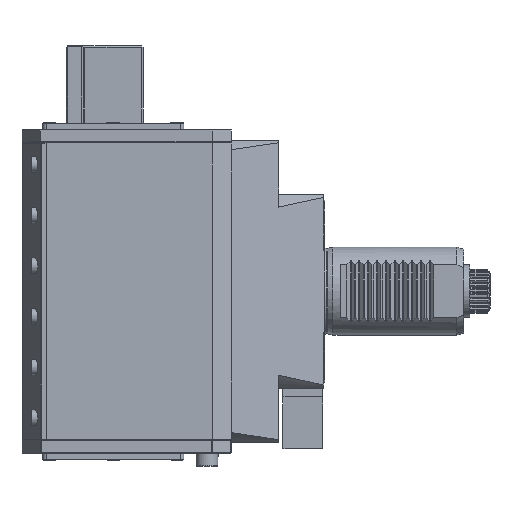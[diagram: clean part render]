
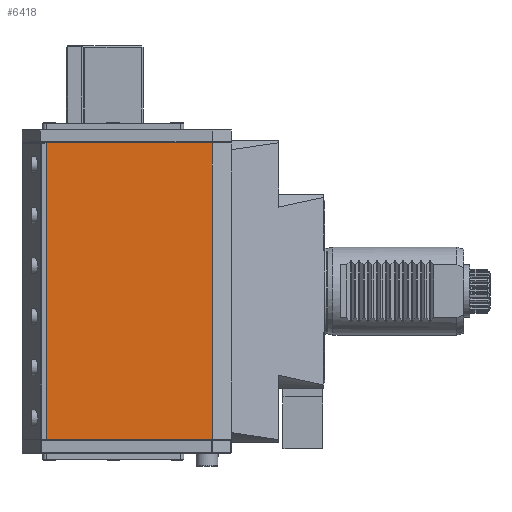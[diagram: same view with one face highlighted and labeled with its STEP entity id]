
A CAD part, left-side view. The second image highlights one B-rep face of the part: STEP entity #6418.
In plain terms, the highlighted planar face has unit normal (-1, 0, 0).
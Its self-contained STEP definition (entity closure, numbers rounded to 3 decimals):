
#655 = DIRECTION ( 'NONE',  ( 0., 1., 0. ) ) ;
#2267 = CARTESIAN_POINT ( 'NONE',  ( -50., 51.16, 67.3 ) ) ;
#5946 = DIRECTION ( 'NONE',  ( 0., 1., 0. ) ) ;
#6380 = VERTEX_POINT ( 'NONE', #37407 ) ;
#6418 = ADVANCED_FACE ( 'Defeature completata1_869', ( #43988 ), #36704, .T. ) ;
#7046 = DIRECTION ( 'NONE',  ( 0., 0., -1. ) ) ;
#9043 = CARTESIAN_POINT ( 'NONE',  ( -50., 92.5, 60.8 ) ) ;
#9625 = LINE ( 'NONE', #9857, #43738 ) ;
#9684 = VERTEX_POINT ( 'NONE', #22457 ) ;
#9857 = CARTESIAN_POINT ( 'NONE',  ( -50., 126.5, -67.3 ) ) ;
#10403 = LINE ( 'NONE', #46277, #13766 ) ;
#10432 = EDGE_CURVE ( 'NONE', #11307, #38246, #17467, .T. ) ;
#11307 = VERTEX_POINT ( 'NONE', #20475 ) ;
#11364 = CARTESIAN_POINT ( 'NONE',  ( -50., 51.16, -67.3 ) ) ;
#12533 = DIRECTION ( 'NONE',  ( 0., -1., 0. ) ) ;
#13214 = CARTESIAN_POINT ( 'NONE',  ( -50., 126.5, 67.3 ) ) ;
#13766 = VECTOR ( 'NONE', #42782, 1000. ) ;
#13828 = VERTEX_POINT ( 'NONE', #35674 ) ;
#13893 = ORIENTED_EDGE ( 'NONE', *, *, #42194, .F. ) ;
#14518 = CARTESIAN_POINT ( 'NONE',  ( -50., 126.5, 67.3 ) ) ;
#15887 = DIRECTION ( 'NONE',  ( -1., 0., 0. ) ) ;
#16316 = ORIENTED_EDGE ( 'NONE', *, *, #42122, .T. ) ;
#17467 = LINE ( 'NONE', #13214, #30929 ) ;
#18221 = LINE ( 'NONE', #11364, #21232 ) ;
#20475 = CARTESIAN_POINT ( 'NONE',  ( -50., 126.3, 67.3 ) ) ;
#21232 = VECTOR ( 'NONE', #28560, 1000. ) ;
#22457 = CARTESIAN_POINT ( 'NONE',  ( -50., 51.16, -67.3 ) ) ;
#23720 = ORIENTED_EDGE ( 'NONE', *, *, #10432, .T. ) ;
#24050 = EDGE_LOOP ( 'NONE', ( #35718, #23720, #25803, #16316, #13893, #35298 ) ) ;
#25803 = ORIENTED_EDGE ( 'NONE', *, *, #32921, .T. ) ;
#26401 = VERTEX_POINT ( 'NONE', #2267 ) ;
#27613 = VECTOR ( 'NONE', #655, 1000. ) ;
#28560 = DIRECTION ( 'NONE',  ( 0., -1., 0. ) ) ;
#30696 = EDGE_CURVE ( 'NONE', #9684, #26401, #10403, .T. ) ;
#30929 = VECTOR ( 'NONE', #5946, 1000. ) ;
#32921 = EDGE_CURVE ( 'NONE', #38246, #13828, #9625, .T. ) ;
#33422 = DIRECTION ( 'NONE',  ( 0., 1., 0. ) ) ;
#35222 = CARTESIAN_POINT ( 'NONE',  ( -50., 126.5, 67.3 ) ) ;
#35298 = ORIENTED_EDGE ( 'NONE', *, *, #30696, .T. ) ;
#35674 = CARTESIAN_POINT ( 'NONE',  ( -50., 126.5, -67.3 ) ) ;
#35718 = ORIENTED_EDGE ( 'NONE', *, *, #35800, .T. ) ;
#35800 = EDGE_CURVE ( 'NONE', #26401, #11307, #36519, .T. ) ;
#36519 = LINE ( 'NONE', #14518, #27613 ) ;
#36556 = AXIS2_PLACEMENT_3D ( 'NONE', #9043, #15887, #12533 ) ;
#36704 = PLANE ( 'NONE',  #36556 ) ;
#37407 = CARTESIAN_POINT ( 'NONE',  ( -50., 126.3, -67.3 ) ) ;
#38246 = VERTEX_POINT ( 'NONE', #35222 ) ;
#40212 = CARTESIAN_POINT ( 'NONE',  ( -50., 42.5, -67.3 ) ) ;
#40647 = VECTOR ( 'NONE', #33422, 1000. ) ;
#42122 = EDGE_CURVE ( 'NONE', #13828, #6380, #18221, .T. ) ;
#42194 = EDGE_CURVE ( 'NONE', #9684, #6380, #44215, .T. ) ;
#42782 = DIRECTION ( 'NONE',  ( 0., 0., 1. ) ) ;
#43738 = VECTOR ( 'NONE', #7046, 1000. ) ;
#43988 = FACE_OUTER_BOUND ( 'NONE', #24050, .T. ) ;
#44215 = LINE ( 'NONE', #40212, #40647 ) ;
#46277 = CARTESIAN_POINT ( 'NONE',  ( -50., 51.16, 67.3 ) ) ;
